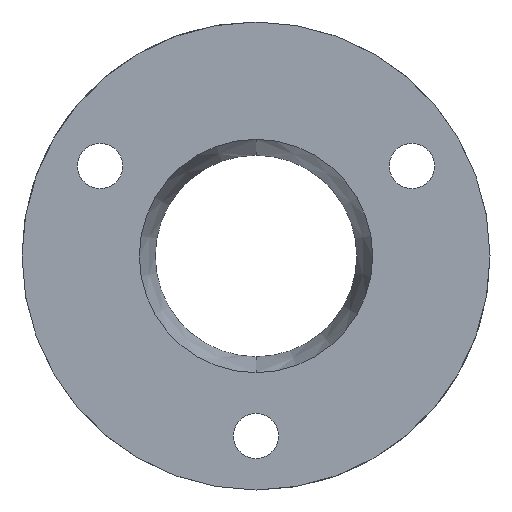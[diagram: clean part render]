
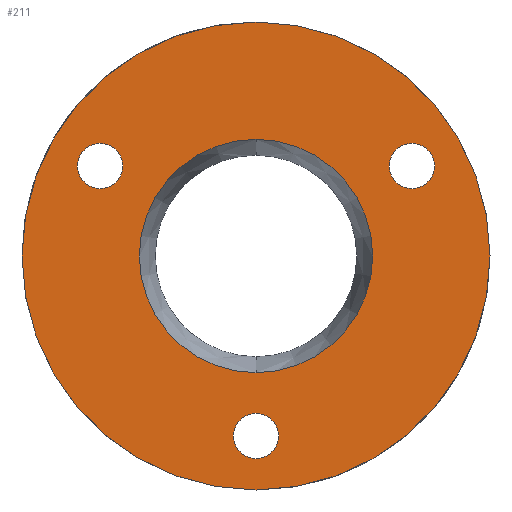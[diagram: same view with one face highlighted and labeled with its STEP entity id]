
A CAD part, front view. The second image highlights one B-rep face of the part: STEP entity #211.
In plain terms, the highlighted planar face has unit normal (0, -1, 0).
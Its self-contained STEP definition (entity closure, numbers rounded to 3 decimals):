
#6 = CARTESIAN_POINT ( 'NONE',  ( -13.748, 0., 7.938 ) ) ;
#7 = DIRECTION ( 'NONE',  ( 0., 0., -1. ) ) ;
#12 = CARTESIAN_POINT ( 'NONE',  ( -13.748, 0., 9.938 ) ) ;
#16 = EDGE_LOOP ( 'NONE', ( #697, #170 ) ) ;
#25 = DIRECTION ( 'NONE',  ( 0., -1., 0. ) ) ;
#33 = VERTEX_POINT ( 'NONE', #199 ) ;
#37 = EDGE_CURVE ( 'NONE', #75, #619, #665, .T. ) ;
#50 = EDGE_CURVE ( 'NONE', #468, #694, #130, .T. ) ;
#60 = ORIENTED_EDGE ( 'NONE', *, *, #262, .F. ) ;
#61 = CARTESIAN_POINT ( 'NONE',  ( 13.748, 0., 9.938 ) ) ;
#75 = VERTEX_POINT ( 'NONE', #644 ) ;
#81 = DIRECTION ( 'NONE',  ( 0., 0., -1. ) ) ;
#102 = CARTESIAN_POINT ( 'NONE',  ( -13.748, 0., 7.938 ) ) ;
#105 = FACE_BOUND ( 'NONE', #114, .T. ) ;
#111 = DIRECTION ( 'NONE',  ( 0., 1., 0. ) ) ;
#114 = EDGE_LOOP ( 'NONE', ( #60, #596 ) ) ;
#120 = DIRECTION ( 'NONE',  ( 0., 0., -1. ) ) ;
#125 = AXIS2_PLACEMENT_3D ( 'NONE', #582, #145, #81 ) ;
#130 = CIRCLE ( 'NONE', #703, 2. ) ;
#145 = DIRECTION ( 'NONE',  ( 0., -1., 0. ) ) ;
#151 = ORIENTED_EDGE ( 'NONE', *, *, #692, .F. ) ;
#170 = ORIENTED_EDGE ( 'NONE', *, *, #351, .F. ) ;
#199 = CARTESIAN_POINT ( 'NONE',  ( -13.748, 0., 5.938 ) ) ;
#207 = CIRCLE ( 'NONE', #575, 20.637 ) ;
#211 = ADVANCED_FACE ( 'NONE', ( #435, #105, #510, #486, #330 ), #719, .F. ) ;
#235 = AXIS2_PLACEMENT_3D ( 'NONE', #6, #440, #623 ) ;
#247 = DIRECTION ( 'NONE',  ( 0., -1., 0. ) ) ;
#254 = CARTESIAN_POINT ( 'NONE',  ( 0., 0., 0. ) ) ;
#262 = EDGE_CURVE ( 'NONE', #694, #468, #299, .T. ) ;
#261 = CIRCLE ( 'NONE', #695, 2. ) ;
#266 = CARTESIAN_POINT ( 'NONE',  ( 13.748, 0., 7.938 ) ) ;
#298 = AXIS2_PLACEMENT_3D ( 'NONE', #632, #759, #7 ) ;
#299 = CIRCLE ( 'NONE', #647, 2. ) ;
#301 = CARTESIAN_POINT ( 'NONE',  ( 0., 0., 0. ) ) ;
#306 = DIRECTION ( 'NONE',  ( 0., 1., 0. ) ) ;
#307 = EDGE_LOOP ( 'NONE', ( #748, #627 ) ) ;
#327 = EDGE_CURVE ( 'NONE', #787, #33, #261, .T. ) ;
#330 = FACE_OUTER_BOUND ( 'NONE', #403, .T. ) ;
#339 = AXIS2_PLACEMENT_3D ( 'NONE', #500, #247, #120 ) ;
#351 = EDGE_CURVE ( 'NONE', #756, #547, #663, .T. ) ;
#352 = DIRECTION ( 'NONE',  ( 0., -1., 0. ) ) ;
#357 = VERTEX_POINT ( 'NONE', #743 ) ;
#389 = DIRECTION ( 'NONE',  ( 0., -1., 0. ) ) ;
#391 = EDGE_CURVE ( 'NONE', #619, #75, #645, .T. ) ;
#403 = EDGE_LOOP ( 'NONE', ( #151, #618 ) ) ;
#427 = EDGE_CURVE ( 'NONE', #469, #357, #475, .T. ) ;
#430 = DIRECTION ( 'NONE',  ( 0., 0., 1. ) ) ;
#435 = FACE_BOUND ( 'NONE', #16, .T. ) ;
#440 = DIRECTION ( 'NONE',  ( 0., -1., 0. ) ) ;
#461 = DIRECTION ( 'NONE',  ( 0., 0., -1. ) ) ;
#462 = CARTESIAN_POINT ( 'NONE',  ( 0., 0., -10.287 ) ) ;
#468 = VERTEX_POINT ( 'NONE', #61 ) ;
#469 = VERTEX_POINT ( 'NONE', #773 ) ;
#475 = CIRCLE ( 'NONE', #639, 20.637 ) ;
#477 = AXIS2_PLACEMENT_3D ( 'NONE', #301, #111, #551 ) ;
#478 = ORIENTED_EDGE ( 'NONE', *, *, #327, .F. ) ;
#486 = FACE_BOUND ( 'NONE', #307, .T. ) ;
#492 = CARTESIAN_POINT ( 'NONE',  ( 13.748, 0., 5.938 ) ) ;
#500 = CARTESIAN_POINT ( 'NONE',  ( 0., 0., 0. ) ) ;
#510 = FACE_BOUND ( 'NONE', #529, .T. ) ;
#523 = EDGE_CURVE ( 'NONE', #547, #756, #682, .T. ) ;
#529 = EDGE_LOOP ( 'NONE', ( #717, #478 ) ) ;
#542 = DIRECTION ( 'NONE',  ( 0., -1., 0. ) ) ;
#547 = VERTEX_POINT ( 'NONE', #462 ) ;
#549 = CARTESIAN_POINT ( 'NONE',  ( 0., 0., -17.875 ) ) ;
#551 = DIRECTION ( 'NONE',  ( 0., 0., 1. ) ) ;
#565 = CARTESIAN_POINT ( 'NONE',  ( 0., 0., 10.287 ) ) ;
#575 = AXIS2_PLACEMENT_3D ( 'NONE', #635, #751, #633 ) ;
#582 = CARTESIAN_POINT ( 'NONE',  ( 0., 0., -15.875 ) ) ;
#596 = ORIENTED_EDGE ( 'NONE', *, *, #50, .F. ) ;
#611 = DIRECTION ( 'NONE',  ( 0., 0., -1. ) ) ;
#618 = ORIENTED_EDGE ( 'NONE', *, *, #427, .F. ) ;
#619 = VERTEX_POINT ( 'NONE', #549 ) ;
#623 = DIRECTION ( 'NONE',  ( 0., 0., -1. ) ) ;
#627 = ORIENTED_EDGE ( 'NONE', *, *, #37, .F. ) ;
#632 = CARTESIAN_POINT ( 'NONE',  ( 0., 0., -15.875 ) ) ;
#633 = DIRECTION ( 'NONE',  ( 0., 0., 1. ) ) ;
#635 = CARTESIAN_POINT ( 'NONE',  ( 0., 0., 0. ) ) ;
#639 = AXIS2_PLACEMENT_3D ( 'NONE', #254, #306, #430 ) ;
#644 = CARTESIAN_POINT ( 'NONE',  ( 0., 0., -13.875 ) ) ;
#645 = CIRCLE ( 'NONE', #298, 2. ) ;
#647 = AXIS2_PLACEMENT_3D ( 'NONE', #733, #352, #808 ) ;
#648 = DIRECTION ( 'NONE',  ( 0., 0., -1. ) ) ;
#663 = CIRCLE ( 'NONE', #339, 10.287 ) ;
#665 = CIRCLE ( 'NONE', #125, 2. ) ;
#672 = CIRCLE ( 'NONE', #235, 2. ) ;
#682 = CIRCLE ( 'NONE', #767, 10.287 ) ;
#692 = EDGE_CURVE ( 'NONE', #357, #469, #207, .T. ) ;
#694 = VERTEX_POINT ( 'NONE', #492 ) ;
#695 = AXIS2_PLACEMENT_3D ( 'NONE', #102, #542, #611 ) ;
#697 = ORIENTED_EDGE ( 'NONE', *, *, #523, .F. ) ;
#703 = AXIS2_PLACEMENT_3D ( 'NONE', #266, #25, #461 ) ;
#717 = ORIENTED_EDGE ( 'NONE', *, *, #740, .F. ) ;
#718 = CARTESIAN_POINT ( 'NONE',  ( 0., 0., 0. ) ) ;
#719 = PLANE ( 'NONE',  #477 ) ;
#733 = CARTESIAN_POINT ( 'NONE',  ( 13.748, 0., 7.938 ) ) ;
#740 = EDGE_CURVE ( 'NONE', #33, #787, #672, .T. ) ;
#743 = CARTESIAN_POINT ( 'NONE',  ( 0., 0., 20.637 ) ) ;
#748 = ORIENTED_EDGE ( 'NONE', *, *, #391, .F. ) ;
#751 = DIRECTION ( 'NONE',  ( 0., 1., 0. ) ) ;
#756 = VERTEX_POINT ( 'NONE', #565 ) ;
#759 = DIRECTION ( 'NONE',  ( 0., -1., 0. ) ) ;
#767 = AXIS2_PLACEMENT_3D ( 'NONE', #718, #389, #648 ) ;
#773 = CARTESIAN_POINT ( 'NONE',  ( 0., 0., -20.637 ) ) ;
#787 = VERTEX_POINT ( 'NONE', #12 ) ;
#808 = DIRECTION ( 'NONE',  ( 0., 0., -1. ) ) ;
